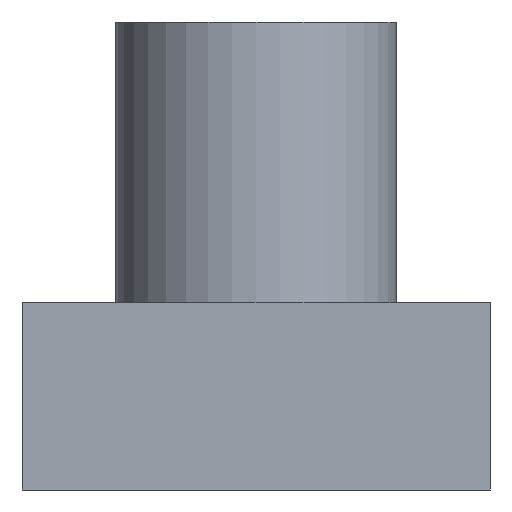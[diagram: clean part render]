
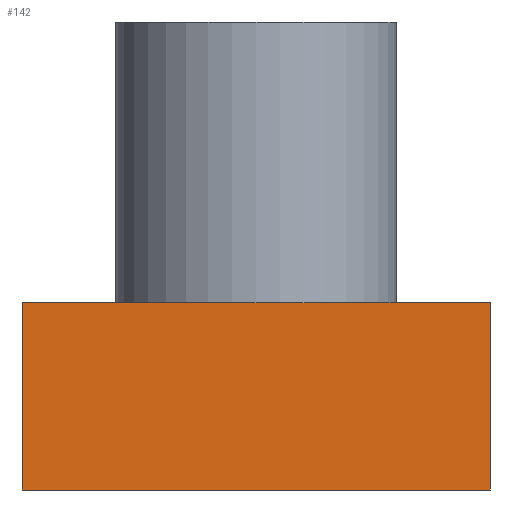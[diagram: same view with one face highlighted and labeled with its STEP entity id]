
A CAD part, front view. The second image highlights one B-rep face of the part: STEP entity #142.
In plain terms, the highlighted planar face has unit normal (0, -1, 0).
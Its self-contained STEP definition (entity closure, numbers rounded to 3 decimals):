
#1 = AXIS2_PLACEMENT_3D ( 'NONE', #97, #99, #52 ) ;
#9 = ORIENTED_EDGE ( 'NONE', *, *, #41, .F. ) ;
#24 = DIRECTION ( 'NONE',  ( 1., 0., 0. ) ) ;
#36 = VERTEX_POINT ( 'NONE', #343 ) ;
#41 = EDGE_CURVE ( 'NONE', #141, #149, #200, .T. ) ;
#51 = EDGE_CURVE ( 'NONE', #149, #64, #131, .T. ) ;
#52 = DIRECTION ( 'NONE',  ( 0., 0., 1. ) ) ;
#60 = ORIENTED_EDGE ( 'NONE', *, *, #69, .F. ) ;
#64 = VERTEX_POINT ( 'NONE', #178 ) ;
#69 = EDGE_CURVE ( 'NONE', #64, #36, #296, .T. ) ;
#93 = ORIENTED_EDGE ( 'NONE', *, *, #51, .F. ) ;
#94 = VERTEX_POINT ( 'NONE', #128 ) ;
#97 = CARTESIAN_POINT ( 'NONE',  ( 0., 0., 20. ) ) ;
#99 = DIRECTION ( 'NONE',  ( 0., 1., 0. ) ) ;
#128 = CARTESIAN_POINT ( 'NONE',  ( 0., 0., 0. ) ) ;
#131 = LINE ( 'NONE', #218, #162 ) ;
#141 = VERTEX_POINT ( 'NONE', #302 ) ;
#142 = ADVANCED_FACE ( 'NONE', ( #352 ), #156, .F. ) ;
#149 = VERTEX_POINT ( 'NONE', #295 ) ;
#156 = PLANE ( 'NONE',  #1 ) ;
#162 = VECTOR ( 'NONE', #333, 1000. ) ;
#169 = ORIENTED_EDGE ( 'NONE', *, *, #199, .T. ) ;
#175 = ORIENTED_EDGE ( 'NONE', *, *, #181, .T. ) ;
#178 = CARTESIAN_POINT ( 'NONE',  ( 50., 0., 20. ) ) ;
#181 = EDGE_CURVE ( 'NONE', #94, #36, #187, .T. ) ;
#187 = LINE ( 'NONE', #354, #251 ) ;
#199 = EDGE_CURVE ( 'NONE', #141, #94, #241, .T. ) ;
#200 = LINE ( 'NONE', #203, #321 ) ;
#203 = CARTESIAN_POINT ( 'NONE',  ( 0., 0., 20. ) ) ;
#218 = CARTESIAN_POINT ( 'NONE',  ( 0., 0., 20. ) ) ;
#241 = LINE ( 'NONE', #269, #278 ) ;
#244 = CARTESIAN_POINT ( 'NONE',  ( 50., 0., 20. ) ) ;
#251 = VECTOR ( 'NONE', #293, 1000. ) ;
#269 = CARTESIAN_POINT ( 'NONE',  ( 0., 0., 20. ) ) ;
#278 = VECTOR ( 'NONE', #323, 1000. ) ;
#287 = VECTOR ( 'NONE', #328, 1000. ) ;
#293 = DIRECTION ( 'NONE',  ( 1., 0., 0. ) ) ;
#295 = CARTESIAN_POINT ( 'NONE',  ( 25., 0., 20. ) ) ;
#296 = LINE ( 'NONE', #244, #287 ) ;
#302 = CARTESIAN_POINT ( 'NONE',  ( 0., 0., 20. ) ) ;
#321 = VECTOR ( 'NONE', #24, 1000. ) ;
#323 = DIRECTION ( 'NONE',  ( 0., 0., -1. ) ) ;
#328 = DIRECTION ( 'NONE',  ( 0., 0., -1. ) ) ;
#333 = DIRECTION ( 'NONE',  ( 1., 0., 0. ) ) ;
#343 = CARTESIAN_POINT ( 'NONE',  ( 50., 0., 0. ) ) ;
#348 = EDGE_LOOP ( 'NONE', ( #175, #60, #93, #9, #169 ) ) ;
#352 = FACE_OUTER_BOUND ( 'NONE', #348, .T. ) ;
#354 = CARTESIAN_POINT ( 'NONE',  ( 0., 0., 0. ) ) ;
